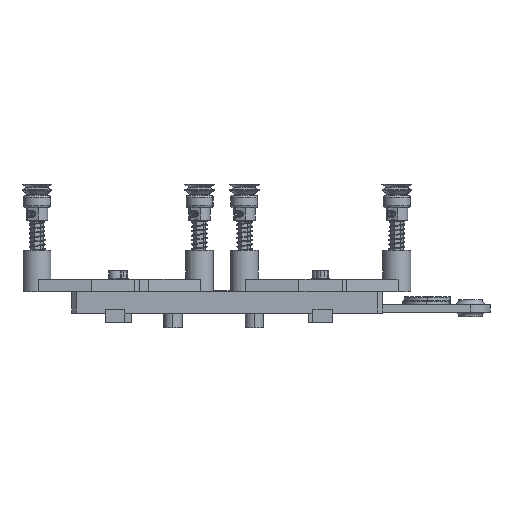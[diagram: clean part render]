
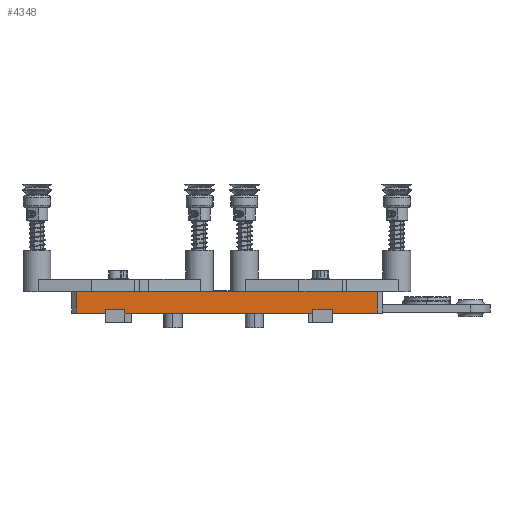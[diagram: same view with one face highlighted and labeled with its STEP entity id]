
A CAD part, left-side view. The second image highlights one B-rep face of the part: STEP entity #4348.
In plain terms, the highlighted face is planar.
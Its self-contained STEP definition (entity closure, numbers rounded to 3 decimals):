
#215 = LINE ( 'NONE', #32292, #221 ) ;
#221 = VECTOR ( 'NONE', #32264, 1000. ) ;
#266 = LINE ( 'NONE', #32363, #304 ) ;
#304 = VECTOR ( 'NONE', #32361, 1000. ) ;
#338 = VECTOR ( 'NONE', #32415, 1000. ) ;
#353 = LINE ( 'NONE', #32424, #338 ) ;
#363 = LINE ( 'NONE', #32458, #376 ) ;
#376 = VECTOR ( 'NONE', #32440, 1000. ) ;
#4348 = ADVANCED_FACE ( 'NONE', ( #21637 ), #18646, .T. ) ;
#7482 = EDGE_CURVE ( 'NONE', #34343, #17596, #215, .T. ) ;
#7535 = EDGE_CURVE ( 'NONE', #17596, #33899, #266, .T. ) ;
#7577 = EDGE_CURVE ( 'NONE', #33899, #33848, #353, .T. ) ;
#7598 = EDGE_CURVE ( 'NONE', #33848, #34343, #363, .T. ) ;
#8979 = ORIENTED_EDGE ( 'NONE', *, *, #7482, .T. ) ;
#8986 = ORIENTED_EDGE ( 'NONE', *, *, #7577, .T. ) ;
#8999 = ORIENTED_EDGE ( 'NONE', *, *, #7535, .T. ) ;
#9078 = ORIENTED_EDGE ( 'NONE', *, *, #7598, .T. ) ;
#10459 = CARTESIAN_POINT ( 'NONE',  ( 77.5, -97., 13.5 ) ) ;
#15074 = CARTESIAN_POINT ( 'NONE',  ( 77.5, 97., -0.3 ) ) ;
#15139 = CARTESIAN_POINT ( 'NONE',  ( 77.5, -97., -0.3 ) ) ;
#15563 = CARTESIAN_POINT ( 'NONE',  ( 77.5, 97., 13.5 ) ) ;
#17081 = EDGE_LOOP ( 'NONE', ( #8979, #8999, #8986, #9078 ) ) ;
#17596 = VERTEX_POINT ( 'NONE', #10459 ) ;
#18646 = PLANE ( 'NONE',  #20392 ) ;
#18647 = DIRECTION ( 'NONE',  ( 0., 1., 0. ) ) ;
#18651 = DIRECTION ( 'NONE',  ( 1., 0., 0. ) ) ;
#18673 = CARTESIAN_POINT ( 'NONE',  ( 77.5, -100., 13.5 ) ) ;
#20392 = AXIS2_PLACEMENT_3D ( 'NONE', #18673, #18651, #18647 ) ;
#21637 = FACE_OUTER_BOUND ( 'NONE', #17081, .T. ) ;
#32264 = DIRECTION ( 'NONE',  ( 0., -1., 0. ) ) ;
#32292 = CARTESIAN_POINT ( 'NONE',  ( 77.5, 100., 13.5 ) ) ;
#32361 = DIRECTION ( 'NONE',  ( 0., 0., -1. ) ) ;
#32363 = CARTESIAN_POINT ( 'NONE',  ( 77.5, -97., -0.3 ) ) ;
#32415 = DIRECTION ( 'NONE',  ( 0., 1., 0. ) ) ;
#32424 = CARTESIAN_POINT ( 'NONE',  ( 77.5, 100., -0.3 ) ) ;
#32440 = DIRECTION ( 'NONE',  ( 0., 0., 1. ) ) ;
#32458 = CARTESIAN_POINT ( 'NONE',  ( 77.5, 97., 13.5 ) ) ;
#33848 = VERTEX_POINT ( 'NONE', #15074 ) ;
#33899 = VERTEX_POINT ( 'NONE', #15139 ) ;
#34343 = VERTEX_POINT ( 'NONE', #15563 ) ;
